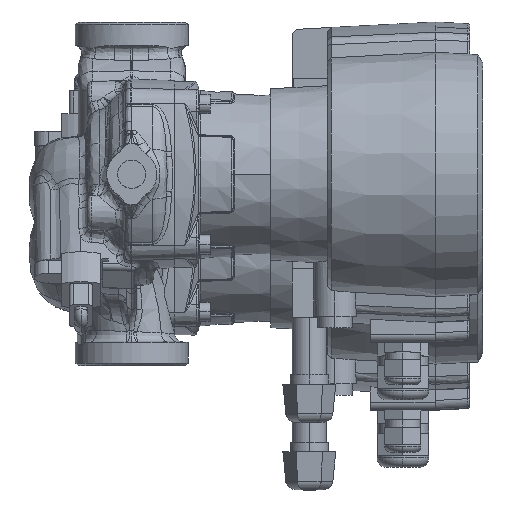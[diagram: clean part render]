
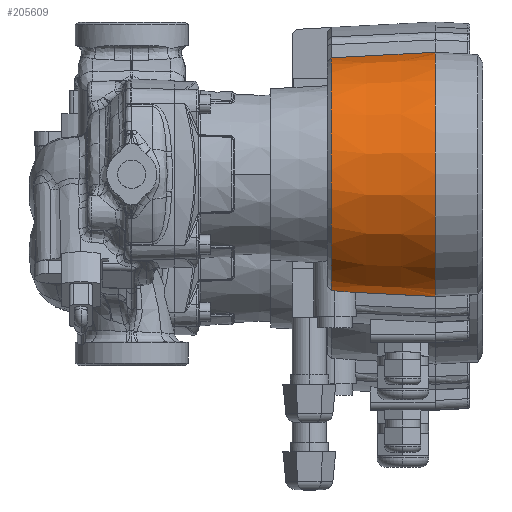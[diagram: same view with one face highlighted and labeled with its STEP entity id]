
A CAD part, top view. The second image highlights one B-rep face of the part: STEP entity #205609.
In plain terms, the highlighted conical face has half-angle 3 degrees and reference radius 64 mm.
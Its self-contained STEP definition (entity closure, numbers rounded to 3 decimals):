
#4731 = VERTEX_POINT ( 'NONE', #10223 ) ;
#4748 = VERTEX_POINT ( 'NONE', #10243 ) ;
#4806 = VERTEX_POINT ( 'NONE', #13738 ) ;
#7449 = VERTEX_POINT ( 'NONE', #35761 ) ;
#8123 = VERTEX_POINT ( 'NONE', #37712 ) ;
#8216 = VERTEX_POINT ( 'NONE', #37844 ) ;
#10223 = CARTESIAN_POINT ( 'NONE',  ( 137.05, -64., 6. ) ) ;
#10243 = CARTESIAN_POINT ( 'NONE',  ( 82.661, 61.15, 6. ) ) ;
#13738 = CARTESIAN_POINT ( 'NONE',  ( 137.05, 64., 6. ) ) ;
#33159 = CARTESIAN_POINT ( 'NONE',  ( 83.847, -60.999, 11.1 ) ) ;
#33160 = CARTESIAN_POINT ( 'NONE',  ( 84.45, -61.031, 11.1 ) ) ;
#33163 = CARTESIAN_POINT ( 'NONE',  ( 83.248, -60.972, 11.051 ) ) ;
#33164 = CARTESIAN_POINT ( 'NONE',  ( 82.661, -60.949, 10.955 ) ) ;
#33244 = LINE ( 'NONE', #33245, #189198 ) ;
#33245 = CARTESIAN_POINT ( 'NONE',  ( 137.05, 64., 6. ) ) ;
#33246 = DIRECTION ( 'NONE',  ( 0.999, 0.052, 0. ) ) ;
#33273 = LINE ( 'NONE', #33274, #189226 ) ;
#33274 = CARTESIAN_POINT ( 'NONE',  ( 137.05, -64., 6. ) ) ;
#33275 = DIRECTION ( 'NONE',  ( 0.999, -0.052, 0. ) ) ;
#33319 = CARTESIAN_POINT ( 'NONE',  ( 82.661, 0., 6. ) ) ;
#33320 = DIRECTION ( 'NONE',  ( 1., 0., 0. ) ) ;
#33321 = DIRECTION ( 'NONE',  ( 0., -1., 0. ) ) ;
#35761 = CARTESIAN_POINT ( 'NONE',  ( 82.661, -60.949, 10.955 ) ) ;
#37712 = CARTESIAN_POINT ( 'NONE',  ( 93.789, -61.733, 6. ) ) ;
#37844 = CARTESIAN_POINT ( 'NONE',  ( 84.45, -61.031, 11.1 ) ) ;
#76829 = EDGE_LOOP ( 'NONE', ( #210768, #210705, #210591, #210748, #210787, #210702 ) ) ;
#132308 = CARTESIAN_POINT ( 'NONE',  ( 93.789, -61.733, 6. ) ) ;
#132328 = CARTESIAN_POINT ( 'NONE',  ( 93.283, -61.706, 6.787 ) ) ;
#132346 = CARTESIAN_POINT ( 'NONE',  ( 92.691, -61.66, 7.494 ) ) ;
#132349 = CARTESIAN_POINT ( 'NONE',  ( 91.677, -61.575, 8.438 ) ) ;
#132352 = CARTESIAN_POINT ( 'NONE',  ( 91.315, -61.543, 8.735 ) ) ;
#132355 = CARTESIAN_POINT ( 'NONE',  ( 90.562, -61.477, 9.277 ) ) ;
#132358 = CARTESIAN_POINT ( 'NONE',  ( 90.172, -61.443, 9.523 ) ) ;
#132361 = CARTESIAN_POINT ( 'NONE',  ( 89.364, -61.373, 9.963 ) ) ;
#132364 = CARTESIAN_POINT ( 'NONE',  ( 88.947, -61.338, 10.159 ) ) ;
#132367 = CARTESIAN_POINT ( 'NONE',  ( 88.085, -61.269, 10.498 ) ) ;
#132370 = CARTESIAN_POINT ( 'NONE',  ( 87.639, -61.235, 10.642 ) ) ;
#132373 = CARTESIAN_POINT ( 'NONE',  ( 86.296, -61.138, 10.984 ) ) ;
#132376 = CARTESIAN_POINT ( 'NONE',  ( 85.383, -61.08, 11.1 ) ) ;
#132379 = CARTESIAN_POINT ( 'NONE',  ( 84.45, -61.031, 11.1 ) ) ;
#138344 = CONICAL_SURFACE ( 'NONE', #138347, 64., 0.052 ) ;
#138347 = AXIS2_PLACEMENT_3D ( 'NONE', #172997, #172897, #173083 ) ;
#139565 = AXIS2_PLACEMENT_3D ( 'NONE', #194948, #194949, #194950 ) ;
#139568 = CIRCLE ( 'NONE', #139565, 64. ) ;
#142825 = B_SPLINE_CURVE_WITH_KNOTS ( 'NONE', 3,
 ( #132308, #132328, #132346, #132349, #132352, #132355, #132358, #132361, #132364, #132367, #132370, #132373, #132376, #132379 ),
 .UNSPECIFIED., .F., .F.,
 ( 4, 2, 2, 2, 2, 2, 4 ),
 ( 0., 0.003, 0.004, 0.006, 0.007, 0.008, 0.011 ),
 .UNSPECIFIED. ) ;
#143425 = B_SPLINE_CURVE_WITH_KNOTS ( 'NONE', 3,
 ( #33160, #33159, #33163, #33164 ),
 .UNSPECIFIED., .F., .F.,
 ( 4, 4 ),
 ( 0.011, 0.013 ),
 .UNSPECIFIED. ) ;
#172897 = DIRECTION ( 'NONE',  ( 1., 0., 0. ) ) ;
#172997 = CARTESIAN_POINT ( 'NONE',  ( 137.05, 0., 6. ) ) ;
#173002 = FACE_OUTER_BOUND ( 'NONE', #76829, .T. ) ;
#173083 = DIRECTION ( 'NONE',  ( 0., -1., 0. ) ) ;
#189198 = VECTOR ( 'NONE', #33246, 1000. ) ;
#189226 = VECTOR ( 'NONE', #33275, 1000. ) ;
#189275 = AXIS2_PLACEMENT_3D ( 'NONE', #33319, #33320, #33321 ) ;
#189277 = CIRCLE ( 'NONE', #189275, 61.15 ) ;
#194948 = CARTESIAN_POINT ( 'NONE',  ( 137.05, 0., 6. ) ) ;
#194949 = DIRECTION ( 'NONE',  ( 1., 0., 0. ) ) ;
#194950 = DIRECTION ( 'NONE',  ( 0., -1., 0. ) ) ;
#205609 = ADVANCED_FACE ( 'NONE', ( #173002 ), #138344, .T. ) ;
#205659 = EDGE_CURVE ( 'NONE', #4806, #4731, #139568, .T. ) ;
#210591 = ORIENTED_EDGE ( 'NONE', *, *, #219635, .F. ) ;
#210702 = ORIENTED_EDGE ( 'NONE', *, *, #205659, .F. ) ;
#210705 = ORIENTED_EDGE ( 'NONE', *, *, #219674, .T. ) ;
#210748 = ORIENTED_EDGE ( 'NONE', *, *, #215291, .F. ) ;
#210768 = ORIENTED_EDGE ( 'NONE', *, *, #219656, .F. ) ;
#210787 = ORIENTED_EDGE ( 'NONE', *, *, #219663, .T. ) ;
#215291 = EDGE_CURVE ( 'NONE', #8123, #8216, #142825, .T. ) ;
#219635 = EDGE_CURVE ( 'NONE', #8216, #7449, #143425, .T. ) ;
#219656 = EDGE_CURVE ( 'NONE', #4748, #4806, #33244, .T. ) ;
#219663 = EDGE_CURVE ( 'NONE', #8123, #4731, #33273, .T. ) ;
#219674 = EDGE_CURVE ( 'NONE', #4748, #7449, #189277, .T. ) ;
